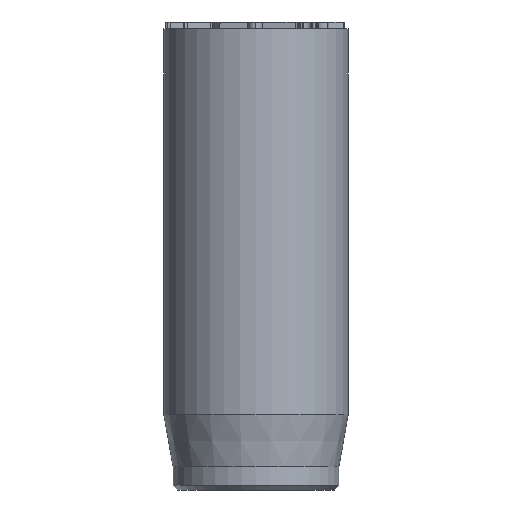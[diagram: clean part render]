
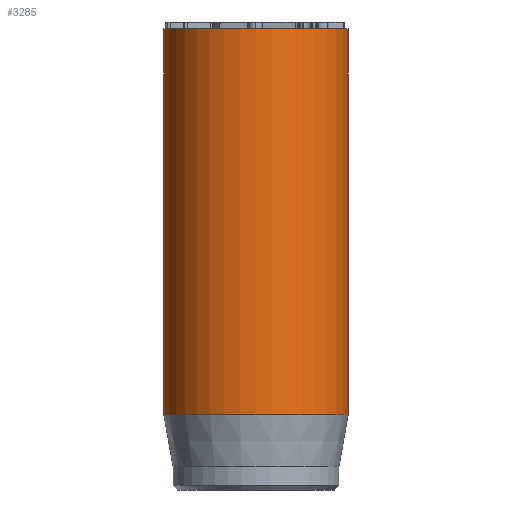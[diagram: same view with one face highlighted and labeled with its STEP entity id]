
A CAD part, front view. The second image highlights one B-rep face of the part: STEP entity #3285.
In plain terms, the highlighted cylindrical face has radius 4 mm (diameter 8 mm), a full revolution.
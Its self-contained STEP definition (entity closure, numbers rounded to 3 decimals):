
#32=CYLINDRICAL_SURFACE('',#3443,4.);
#46=CIRCLE('',#3414,4.);
#62=CIRCLE('',#3441,4.);
#63=CIRCLE('',#3442,4.);
#314=FACE_OUTER_BOUND('',#505,.T.);
#505=EDGE_LOOP('',(#2920,#2921,#2922,#2923,#2924));
#756=LINE('',#6121,#1015);
#1015=VECTOR('',#3869,4.);
#1517=VERTEX_POINT('',#6064);
#1533=VERTEX_POINT('',#6115);
#1534=VERTEX_POINT('',#6116);
#1977=EDGE_CURVE('',#1517,#1517,#46,.T.);
#2001=EDGE_CURVE('',#1533,#1534,#62,.T.);
#2002=EDGE_CURVE('',#1534,#1533,#63,.T.);
#2004=EDGE_CURVE('',#1517,#1533,#756,.T.);
#2920=ORIENTED_EDGE('',*,*,#1977,.T.);
#2921=ORIENTED_EDGE('',*,*,#2004,.T.);
#2922=ORIENTED_EDGE('',*,*,#2001,.T.);
#2923=ORIENTED_EDGE('',*,*,#2002,.T.);
#2924=ORIENTED_EDGE('',*,*,#2004,.F.);
#3285=ADVANCED_FACE('',(#314),#32,.T.);
#3414=AXIS2_PLACEMENT_3D('',#6065,#3800,#3801);
#3441=AXIS2_PLACEMENT_3D('',#6117,#3862,#3863);
#3442=AXIS2_PLACEMENT_3D('',#6118,#3864,#3865);
#3443=AXIS2_PLACEMENT_3D('',#6120,#3867,#3868);
#3800=DIRECTION('center_axis',(0.,0.,-1.));
#3801=DIRECTION('ref_axis',(-1.,0.,0.));
#3862=DIRECTION('center_axis',(0.,0.,1.));
#3863=DIRECTION('ref_axis',(-1.,0.,0.));
#3864=DIRECTION('center_axis',(0.,0.,1.));
#3865=DIRECTION('ref_axis',(-1.,0.,0.));
#3867=DIRECTION('center_axis',(0.,0.,1.));
#3868=DIRECTION('ref_axis',(-1.,0.,0.));
#3869=DIRECTION('',(0.,0.,-1.));
#6064=CARTESIAN_POINT('',(4.,0.,20.));
#6065=CARTESIAN_POINT('Origin',(0.,0.,20.));
#6115=CARTESIAN_POINT('',(4.,0.,3.269));
#6116=CARTESIAN_POINT('',(-4.,0.,3.269));
#6117=CARTESIAN_POINT('Origin',(0.,0.,3.269));
#6118=CARTESIAN_POINT('Origin',(0.,0.,3.269));
#6120=CARTESIAN_POINT('Origin',(0.,0.,0.));
#6121=CARTESIAN_POINT('',(4.,0.,0.));
